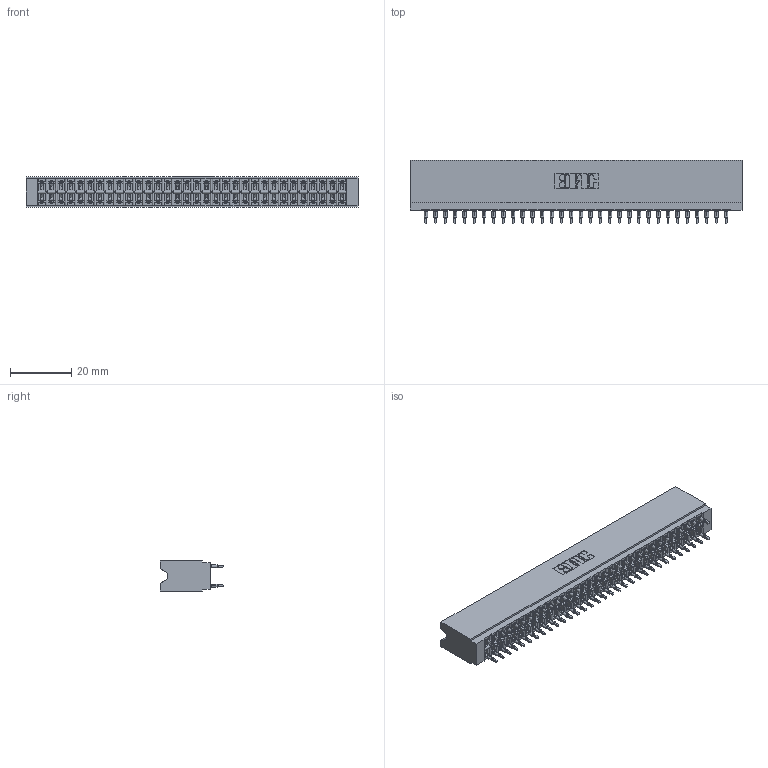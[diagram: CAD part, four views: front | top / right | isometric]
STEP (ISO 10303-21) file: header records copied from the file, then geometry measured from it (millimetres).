
FILE_DESCRIPTION (( 'STEP AP203' ), '1' );
FILE_NAME ('746-064-560-206.STEP', '2020-09-18T04:17:48', ( '' ), ( '' ), 'SwSTEP 2.0', 'SolidWorks 2020', '' );
FILE_SCHEMA (( 'CONFIG_CONTROL_DESIGN' ));
Length unit declared in the file: inch
Products named in the file (3): 746 Part_.515 Slot Depth - 06; 746-292-001_560; 746-064-560-206
Assembly tree (65 placements, depth 2):
  746-064-560-206
    746 Part_.515 Slot Depth - 06
    746-292-001_560  x64
Bounding box: 108.84 x 20.82 x 9.91 mm (x, y, z)
Volume: 11952.4 mm3; surface area: 20213.1 mm2
Topology: 65 solids, 65 shells, 6146 faces, 17097 edges, 10959 vertices
Faces by surface type: plane 3064, cylinder 1418, bspline 1280, torus 384
Entity records: 51006 total; most frequent: CARTESIAN_POINT 10222, ORIENTED_EDGE 8742, DIRECTION 7323, EDGE_CURVE 4371, VECTOR 3859, LINE 3859, VERTEX_POINT 2895, AXIS2_PLACEMENT_3D 1732
